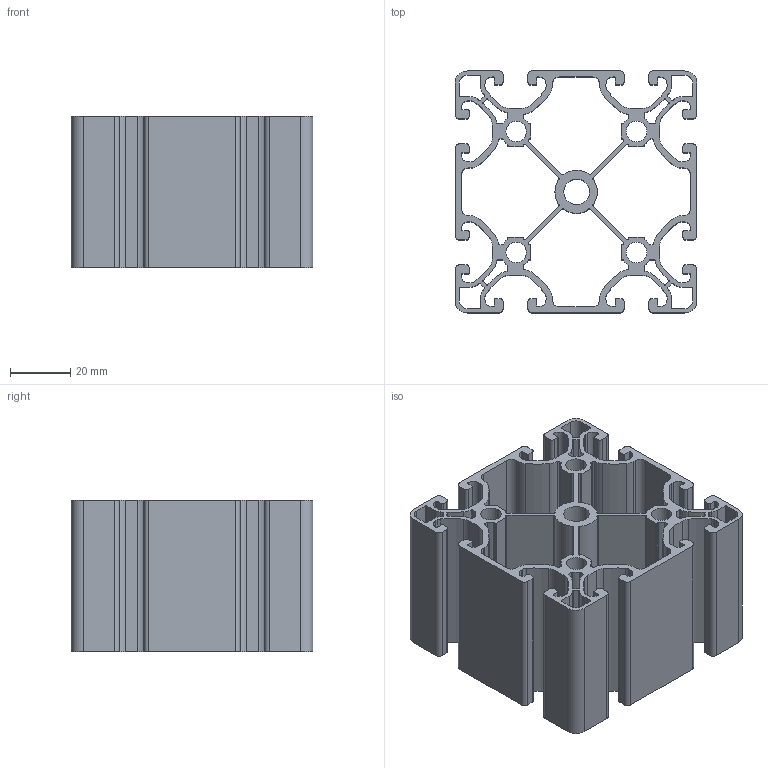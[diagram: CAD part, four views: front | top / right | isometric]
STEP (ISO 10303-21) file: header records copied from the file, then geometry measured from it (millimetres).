
FILE_DESCRIPTION (( 'STEP AP214' ), '1' );
FILE_NAME ('BASE08E0164-Profilé 8 80x80 E.step', '2023-03-24T09:42:32', ( 'Altae' ), ( '' ), 'SwSTEP 2.0', 'SolidWorks 2021', '' );
FILE_SCHEMA (( 'AUTOMOTIVE_DESIGN' ));
Length unit declared in the file: millimetre
Products named in the file (1): BASE08E0164-Profilé 8 80x80 E
Bounding box: 80 x 80 x 50 mm (x, y, z)
Volume: 75684.4 mm3; surface area: 75947.1 mm2
Topology: 1 solids, 1 shells, 516 faces, 1542 edges, 1028 vertices
Faces by surface type: cylinder 338, plane 178
Entity records: 17764 total; most frequent: DIRECTION 3252, CARTESIAN_POINT 3087, ORIENTED_EDGE 3084, EDGE_CURVE 1542, AXIS2_PLACEMENT_3D 1193, VERTEX_POINT 1028, LINE 866, VECTOR 866
